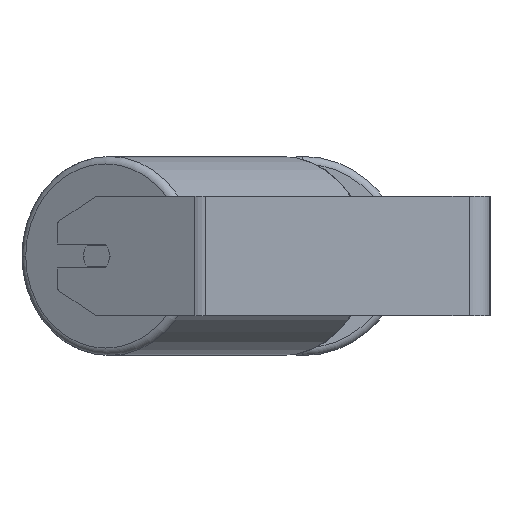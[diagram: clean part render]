
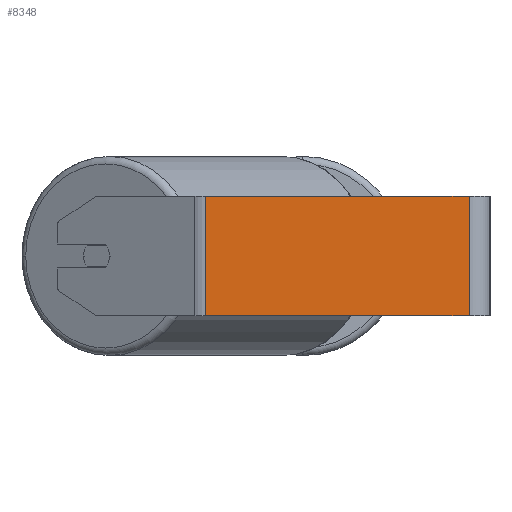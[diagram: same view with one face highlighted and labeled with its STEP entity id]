
A CAD part, left-side view. The second image highlights one B-rep face of the part: STEP entity #8348.
In plain terms, the highlighted planar face has unit normal (-1, 0, 0).
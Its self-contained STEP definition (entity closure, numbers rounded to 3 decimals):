
#115 = LINE ( 'NONE', #2246, #5460 ) ;
#482 = VECTOR ( 'NONE', #8648, 1000. ) ;
#505 = VERTEX_POINT ( 'NONE', #8606 ) ;
#618 = CARTESIAN_POINT ( 'NONE',  ( -415., 14., 40. ) ) ;
#982 = CARTESIAN_POINT ( 'NONE',  ( -415., 190.007, 40. ) ) ;
#1062 = EDGE_CURVE ( 'NONE', #1455, #505, #115, .T. ) ;
#1262 = ORIENTED_EDGE ( 'NONE', *, *, #6670, .F. ) ;
#1455 = VERTEX_POINT ( 'NONE', #6090 ) ;
#2039 = FACE_OUTER_BOUND ( 'NONE', #8060, .T. ) ;
#2188 = VERTEX_POINT ( 'NONE', #618 ) ;
#2246 = CARTESIAN_POINT ( 'NONE',  ( -415., 193.758, -40. ) ) ;
#2395 = DIRECTION ( 'NONE',  ( 0., 0., -1. ) ) ;
#2428 = CARTESIAN_POINT ( 'NONE',  ( -415., 193.758, 40. ) ) ;
#2737 = DIRECTION ( 'NONE',  ( 1., 0., 0. ) ) ;
#2855 = EDGE_CURVE ( 'NONE', #7918, #2188, #3101, .T. ) ;
#2905 = EDGE_CURVE ( 'NONE', #7918, #1455, #3003, .T. ) ;
#3003 = LINE ( 'NONE', #982, #4631 ) ;
#3101 = LINE ( 'NONE', #2428, #4898 ) ;
#4053 = CARTESIAN_POINT ( 'NONE',  ( -415., 190.007, 40. ) ) ;
#4238 = DIRECTION ( 'NONE',  ( 0., -1., 0. ) ) ;
#4283 = ORIENTED_EDGE ( 'NONE', *, *, #2855, .F. ) ;
#4480 = AXIS2_PLACEMENT_3D ( 'NONE', #6862, #2737, #7534 ) ;
#4631 = VECTOR ( 'NONE', #2395, 1000. ) ;
#4704 = PLANE ( 'NONE',  #4480 ) ;
#4898 = VECTOR ( 'NONE', #8363, 1000. ) ;
#5205 = CARTESIAN_POINT ( 'NONE',  ( -415., 14., 40. ) ) ;
#5362 = ORIENTED_EDGE ( 'NONE', *, *, #2905, .T. ) ;
#5460 = VECTOR ( 'NONE', #4238, 1000. ) ;
#6090 = CARTESIAN_POINT ( 'NONE',  ( -415., 190.007, -40. ) ) ;
#6670 = EDGE_CURVE ( 'NONE', #2188, #505, #8609, .T. ) ;
#6862 = CARTESIAN_POINT ( 'NONE',  ( -415., 193.758, 40. ) ) ;
#7487 = ORIENTED_EDGE ( 'NONE', *, *, #1062, .T. ) ;
#7534 = DIRECTION ( 'NONE',  ( 0., 0., -1. ) ) ;
#7918 = VERTEX_POINT ( 'NONE', #4053 ) ;
#8060 = EDGE_LOOP ( 'NONE', ( #7487, #1262, #4283, #5362 ) ) ;
#8348 = ADVANCED_FACE ( 'NONE', ( #2039 ), #4704, .F. ) ;
#8363 = DIRECTION ( 'NONE',  ( 0., -1., 0. ) ) ;
#8606 = CARTESIAN_POINT ( 'NONE',  ( -415., 14., -40. ) ) ;
#8609 = LINE ( 'NONE', #5205, #482 ) ;
#8648 = DIRECTION ( 'NONE',  ( 0., 0., -1. ) ) ;
